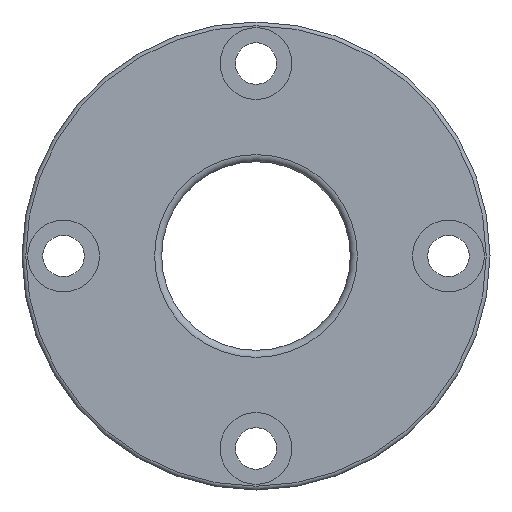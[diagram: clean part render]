
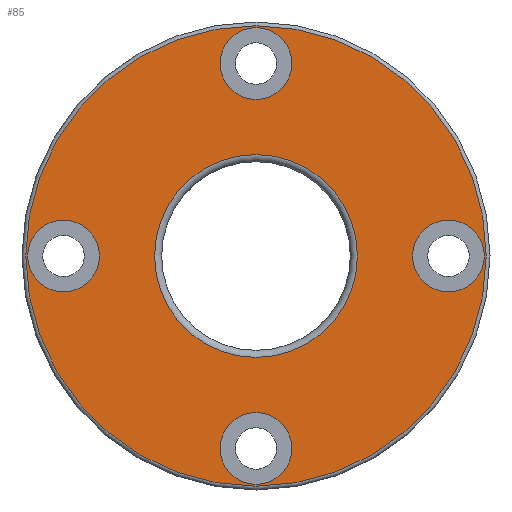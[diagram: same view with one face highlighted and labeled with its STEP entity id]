
A CAD part, left-side view. The second image highlights one B-rep face of the part: STEP entity #85.
In plain terms, the highlighted planar face has unit normal (-1, 0, 0).
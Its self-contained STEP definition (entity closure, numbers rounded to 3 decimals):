
#85 = ADVANCED_FACE( '', ( #190, #191, #192, #193, #194, #195 ), #196, .T. );
#190 = FACE_BOUND( '', #297, .T. );
#191 = FACE_BOUND( '', #298, .T. );
#192 = FACE_BOUND( '', #299, .T. );
#193 = FACE_OUTER_BOUND( '', #300, .T. );
#194 = FACE_BOUND( '', #301, .T. );
#195 = FACE_BOUND( '', #302, .T. );
#196 = PLANE( '', #303 );
#297 = EDGE_LOOP( '', ( #436 ) );
#298 = EDGE_LOOP( '', ( #437 ) );
#299 = EDGE_LOOP( '', ( #438 ) );
#300 = EDGE_LOOP( '', ( #439 ) );
#301 = EDGE_LOOP( '', ( #440 ) );
#302 = EDGE_LOOP( '', ( #441 ) );
#303 = AXIS2_PLACEMENT_3D( '', #442, #443, #444 );
#436 = ORIENTED_EDGE( '', *, *, #507, .T. );
#437 = ORIENTED_EDGE( '', *, *, #476, .T. );
#438 = ORIENTED_EDGE( '', *, *, #468, .T. );
#439 = ORIENTED_EDGE( '', *, *, #502, .F. );
#440 = ORIENTED_EDGE( '', *, *, #473, .T. );
#441 = ORIENTED_EDGE( '', *, *, #509, .T. );
#442 = CARTESIAN_POINT( '', ( 0., 30.5, 0. ) );
#443 = DIRECTION( '', ( -1., 0., 0. ) );
#444 = DIRECTION( '', ( 0., 0., 1. ) );
#468 = EDGE_CURVE( '', #521, #521, #522, .T. );
#473 = EDGE_CURVE( '', #529, #529, #530, .T. );
#476 = EDGE_CURVE( '', #534, #534, #535, .F. );
#502 = EDGE_CURVE( '', #575, #575, #576, .T. );
#507 = EDGE_CURVE( '', #582, #582, #583, .T. );
#509 = EDGE_CURVE( '', #585, #585, #586, .T. );
#521 = VERTEX_POINT( '', #598 );
#522 = CIRCLE( '', #599, 4.75 );
#529 = VERTEX_POINT( '', #606 );
#530 = CIRCLE( '', #607, 4.75 );
#534 = VERTEX_POINT( '', #611 );
#535 = CIRCLE( '', #612, 4.75 );
#575 = VERTEX_POINT( '', #652 );
#576 = CIRCLE( '', #653, 30.5 );
#582 = VERTEX_POINT( '', #659 );
#583 = CIRCLE( '', #660, 13.438 );
#585 = VERTEX_POINT( '', #662 );
#586 = CIRCLE( '', #663, 4.75 );
#598 = CARTESIAN_POINT( '', ( 0., 0., -30.25 ) );
#599 = AXIS2_PLACEMENT_3D( '', #676, #677, #678 );
#606 = CARTESIAN_POINT( '', ( 0., -25.5, -4.75 ) );
#607 = AXIS2_PLACEMENT_3D( '', #685, #686, #687 );
#611 = CARTESIAN_POINT( '', ( 0., 25.5, 4.75 ) );
#612 = AXIS2_PLACEMENT_3D( '', #691, #692, #693 );
#652 = CARTESIAN_POINT( '', ( 0., 0., -30.5 ) );
#653 = AXIS2_PLACEMENT_3D( '', #736, #737, #738 );
#659 = CARTESIAN_POINT( '', ( 0., 0., -13.438 ) );
#660 = AXIS2_PLACEMENT_3D( '', #742, #743, #744 );
#662 = CARTESIAN_POINT( '', ( 0., 0., 20.75 ) );
#663 = AXIS2_PLACEMENT_3D( '', #745, #746, #747 );
#676 = CARTESIAN_POINT( '', ( 0., 0., -25.5 ) );
#677 = DIRECTION( '', ( 1., 0., 0. ) );
#678 = DIRECTION( '', ( 0., 0., -1. ) );
#685 = CARTESIAN_POINT( '', ( 0., -25.5, 0. ) );
#686 = DIRECTION( '', ( 1., 0., 0. ) );
#687 = DIRECTION( '', ( 0., 0., -1. ) );
#691 = CARTESIAN_POINT( '', ( 0., 25.5, 0. ) );
#692 = DIRECTION( '', ( -1., 0., 0. ) );
#693 = DIRECTION( '', ( 0., 0., 1. ) );
#736 = CARTESIAN_POINT( '', ( 0., 0., 0. ) );
#737 = DIRECTION( '', ( 1., 0., 0. ) );
#738 = DIRECTION( '', ( 0., 0., -1. ) );
#742 = CARTESIAN_POINT( '', ( 0., 0., 0. ) );
#743 = DIRECTION( '', ( 1., 0., 0. ) );
#744 = DIRECTION( '', ( 0., 0., -1. ) );
#745 = CARTESIAN_POINT( '', ( 0., 0., 25.5 ) );
#746 = DIRECTION( '', ( 1., 0., 0. ) );
#747 = DIRECTION( '', ( 0., 0., -1. ) );
